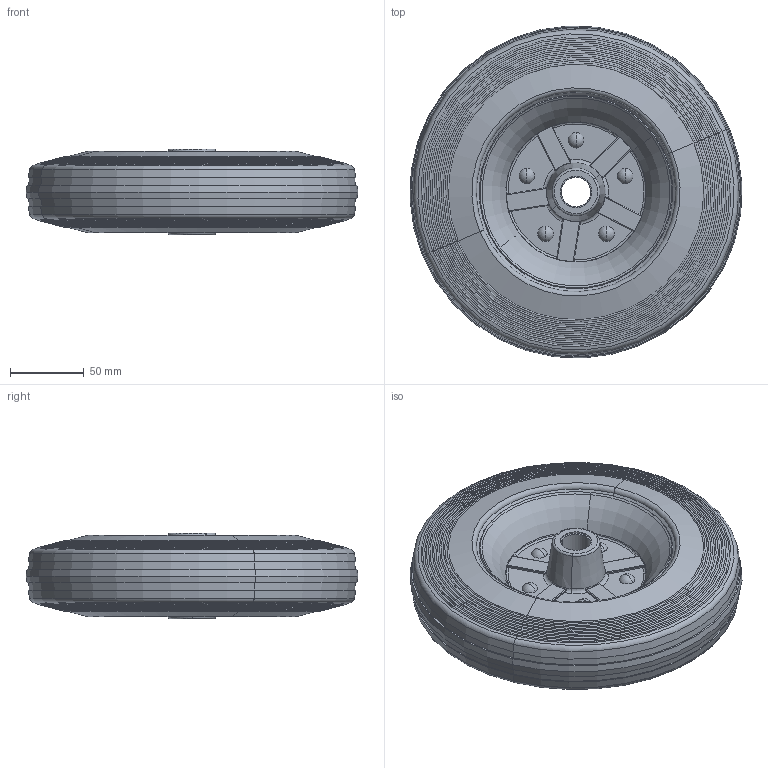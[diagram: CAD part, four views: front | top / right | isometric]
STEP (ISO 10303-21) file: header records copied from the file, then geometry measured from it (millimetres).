
FILE_DESCRIPTION (( 'STEP AP214' ), '1' );
FILE_NAME ('0013254.step', '2023-01-05T08:48:12', ( '' ), ( '' ), 'SwSTEP 2.0', 'SolidWorks 2020', '' );
FILE_SCHEMA (( 'AUTOMOTIVE_DESIGN' ));
Length unit declared in the file: millimetre
Products named in the file (1): 0013254
Bounding box: 224.78 x 224.78 x 58 mm (x, y, z)
Volume: 1360898.5 mm3; surface area: 194563.6 mm2
Topology: 9 solids, 9 shells, 382 faces, 910 edges, 540 vertices
Faces by surface type: torus 124, cylinder 80, cone 76, plane 62, bspline 40
Entity records: 16554 total; most frequent: CARTESIAN_POINT 3747, DIRECTION 1802, ORIENTED_EDGE 1780, EDGE_CURVE 890, AXIS2_PLACEMENT_3D 813, VERTEX_POINT 540, CIRCLE 470, EDGE_LOOP 424
